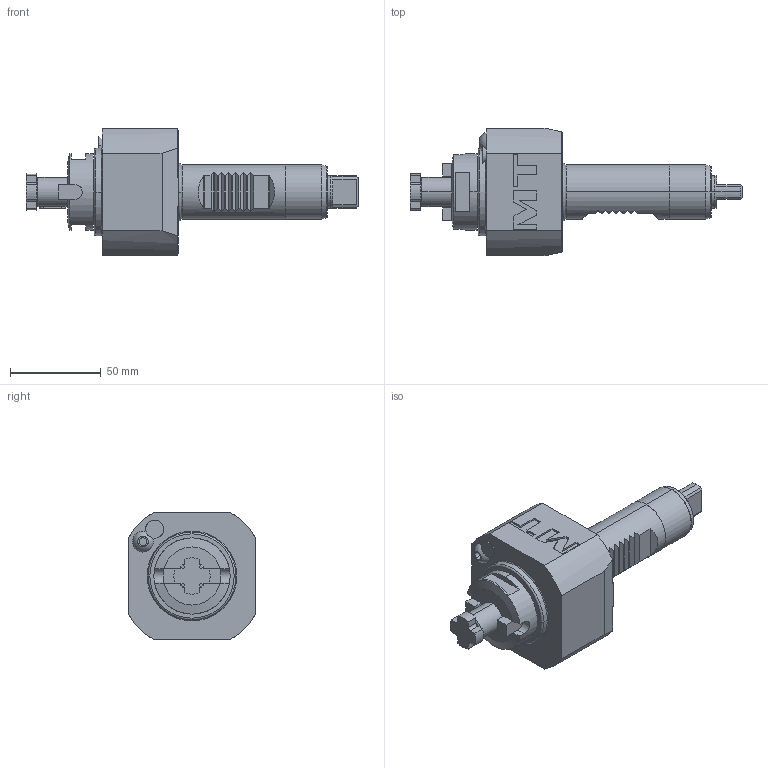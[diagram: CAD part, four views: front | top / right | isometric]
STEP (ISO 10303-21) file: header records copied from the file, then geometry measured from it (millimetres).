
FILE_DESCRIPTION((''),'2;1');
FILE_NAME('M0151617_CONF','2023-03-02T08:12:11',('sterribile'),('M.T. srl'),'CREO PARAMETRIC BY PTC INC, 2021072','CREO PARAMETRIC BY PTC INC, 2021072','');
FILE_SCHEMA(('CONFIG_CONTROL_DESIGN'));
Length unit declared in the file: millimetre
Products named in the file (1): M0151617_CONF
Bounding box: 183 x 70 x 70 mm (x, y, z)
Volume: 280317 mm3; surface area: 35680.4 mm2
Topology: 1 solids, 1 shells, 222 faces, 571 edges, 370 vertices
Faces by surface type: plane 141, cylinder 46, cone 18, torus 12, extrusion 4, sphere 1
Entity records: 7057 total; most frequent: CARTESIAN_POINT 1608, ORIENTED_EDGE 1142, DIRECTION 1094, EDGE_CURVE 571, AXIS2_PLACEMENT_3D 373, VERTEX_POINT 370, VECTOR 348, LINE 344
